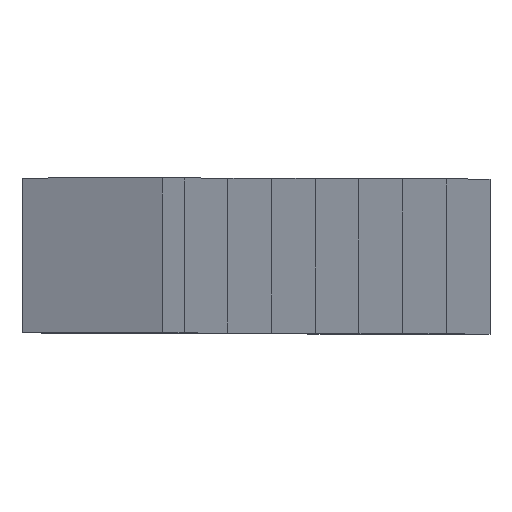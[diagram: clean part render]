
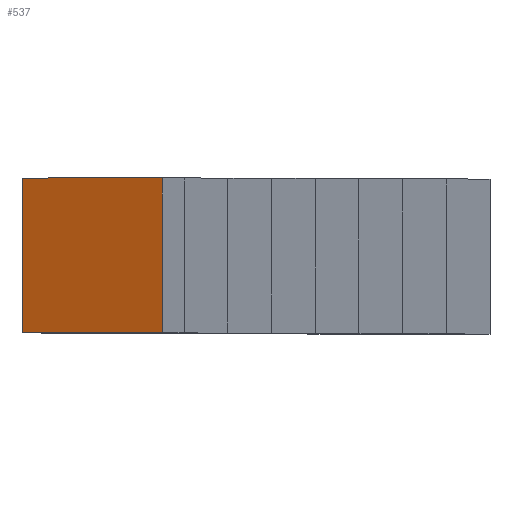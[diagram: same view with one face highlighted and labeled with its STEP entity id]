
A CAD part, top view. The second image highlights one B-rep face of the part: STEP entity #537.
In plain terms, the highlighted planar face has unit normal (-0.423, 0, 0.906).
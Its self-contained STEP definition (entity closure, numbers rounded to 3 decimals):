
#7 = FACE_OUTER_BOUND ( 'NONE', #606, .T. ) ;
#101 = DIRECTION ( 'NONE',  ( -0.423, 0., 0.906 ) ) ;
#129 = DIRECTION ( 'NONE',  ( 0., -1., 0. ) ) ;
#186 = CARTESIAN_POINT ( 'NONE',  ( -63.393, 0., 135.946 ) ) ;
#383 = ORIENTED_EDGE ( 'NONE', *, *, #830, .F. ) ;
#419 = AXIS2_PLACEMENT_3D ( 'NONE', #186, #101, #1291 ) ;
#537 = ADVANCED_FACE ( 'C', ( #7 ), #1220, .T. ) ;
#550 = CARTESIAN_POINT ( 'NONE',  ( -90.573, -0.01, 123.272 ) ) ;
#584 = VERTEX_POINT ( 'NONE', #804 ) ;
#606 = EDGE_LOOP ( 'NONE', ( #383, #1551, #1369, #1732 ) ) ;
#673 = EDGE_CURVE ( 'NONE', #1078, #584, #1627, .T. ) ;
#717 = VECTOR ( 'NONE', #1380, 1000. ) ;
#728 = VECTOR ( 'NONE', #747, 1000. ) ;
#747 = DIRECTION ( 'NONE',  ( 0., 1., 0. ) ) ;
#804 = CARTESIAN_POINT ( 'NONE',  ( -90.573, -29.99, 123.272 ) ) ;
#825 = CARTESIAN_POINT ( 'NONE',  ( -63.402, 0., 135.942 ) ) ;
#830 = EDGE_CURVE ( 'NONE', #1443, #1505, #1521, .T. ) ;
#1078 = VERTEX_POINT ( 'NONE', #1713 ) ;
#1102 = LINE ( 'NONE', #1468, #728 ) ;
#1105 = VECTOR ( 'NONE', #129, 1000. ) ;
#1154 = CARTESIAN_POINT ( 'NONE',  ( -63.402, -0.01, 135.942 ) ) ;
#1195 = CARTESIAN_POINT ( 'NONE',  ( -90.573, -0.01, 123.272 ) ) ;
#1220 = PLANE ( 'NONE',  #419 ) ;
#1291 = DIRECTION ( 'NONE',  ( 0.906, 0., 0.423 ) ) ;
#1337 = VECTOR ( 'NONE', #1628, 1000. ) ;
#1369 = ORIENTED_EDGE ( 'NONE', *, *, #673, .F. ) ;
#1380 = DIRECTION ( 'NONE',  ( 0.906, 0., 0.423 ) ) ;
#1443 = VERTEX_POINT ( 'NONE', #550 ) ;
#1457 = LINE ( 'NONE', #825, #1105 ) ;
#1468 = CARTESIAN_POINT ( 'NONE',  ( -90.573, 0., 123.272 ) ) ;
#1505 = VERTEX_POINT ( 'NONE', #1154 ) ;
#1521 = LINE ( 'NONE', #1195, #717 ) ;
#1544 = CARTESIAN_POINT ( 'NONE',  ( -63.402, -29.99, 135.942 ) ) ;
#1551 = ORIENTED_EDGE ( 'NONE', *, *, #1591, .F. ) ;
#1591 = EDGE_CURVE ( 'NONE', #584, #1443, #1102, .T. ) ;
#1627 = LINE ( 'NONE', #1544, #1337 ) ;
#1628 = DIRECTION ( 'NONE',  ( -0.906, 0., -0.423 ) ) ;
#1713 = CARTESIAN_POINT ( 'NONE',  ( -63.402, -29.99, 135.942 ) ) ;
#1732 = ORIENTED_EDGE ( 'NONE', *, *, #1735, .F. ) ;
#1735 = EDGE_CURVE ( 'NONE', #1505, #1078, #1457, .T. ) ;
